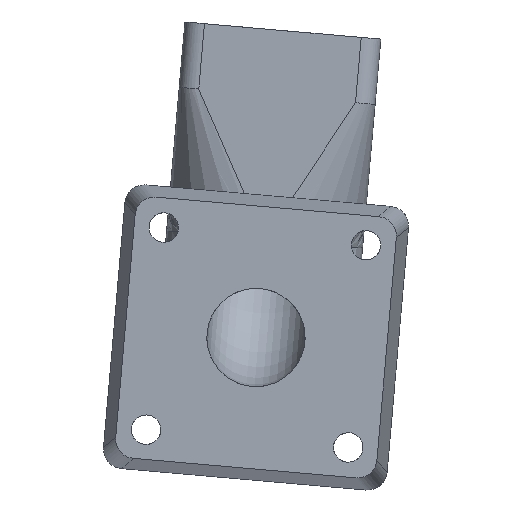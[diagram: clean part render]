
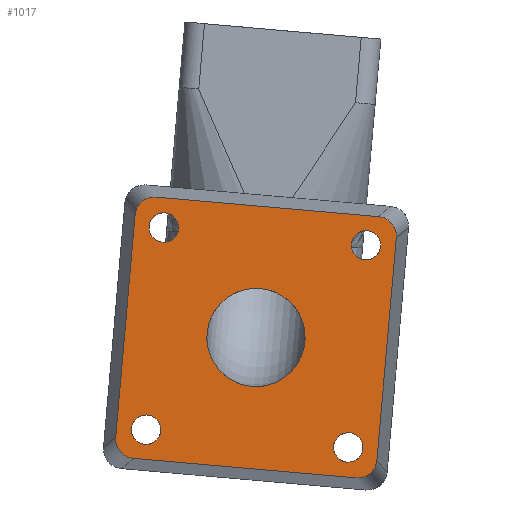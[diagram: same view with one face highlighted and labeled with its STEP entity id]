
A CAD part, front view. The second image highlights one B-rep face of the part: STEP entity #1017.
In plain terms, the highlighted planar face has unit normal (0, -1, 0).
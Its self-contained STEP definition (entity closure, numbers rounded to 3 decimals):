
#68=FACE_BOUND('',#325,.T.);
#69=FACE_BOUND('',#326,.T.);
#70=FACE_BOUND('',#327,.T.);
#71=FACE_BOUND('',#328,.T.);
#72=FACE_BOUND('',#329,.T.);
#96=LINE('',#1790,#151);
#100=LINE('',#1799,#155);
#102=LINE('',#1806,#157);
#103=LINE('',#1810,#158);
#151=VECTOR('',#1345,10.);
#155=VECTOR('',#1355,10.);
#157=VECTOR('',#1363,10.);
#158=VECTOR('',#1366,10.);
#201=ELLIPSE('',#1132,3.073,3.);
#202=ELLIPSE('',#1135,3.073,3.);
#203=ELLIPSE('',#1137,3.073,3.);
#204=ELLIPSE('',#1138,3.073,3.);
#216=PLANE('',#1136);
#254=FACE_OUTER_BOUND('',#324,.T.);
#324=EDGE_LOOP('',(#804,#805,#806,#807,#808,#809,#810,#811));
#325=EDGE_LOOP('',(#812,#813));
#326=EDGE_LOOP('',(#814,#815));
#327=EDGE_LOOP('',(#816,#817));
#328=EDGE_LOOP('',(#818,#819));
#329=EDGE_LOOP('',(#820,#821));
#416=CIRCLE('',#1139,2.25);
#417=CIRCLE('',#1140,2.25);
#418=CIRCLE('',#1141,2.25);
#419=CIRCLE('',#1142,2.25);
#420=CIRCLE('',#1143,2.25);
#421=CIRCLE('',#1144,2.25);
#422=CIRCLE('',#1145,2.25);
#423=CIRCLE('',#1146,2.25);
#424=CIRCLE('',#1147,7.5);
#425=CIRCLE('',#1148,7.5);
#489=VERTEX_POINT('',#1787);
#490=VERTEX_POINT('',#1789);
#491=VERTEX_POINT('',#1793);
#492=VERTEX_POINT('',#1797);
#493=VERTEX_POINT('',#1801);
#494=VERTEX_POINT('',#1805);
#495=VERTEX_POINT('',#1807);
#496=VERTEX_POINT('',#1809);
#497=VERTEX_POINT('',#1812);
#498=VERTEX_POINT('',#1813);
#499=VERTEX_POINT('',#1816);
#500=VERTEX_POINT('',#1817);
#501=VERTEX_POINT('',#1820);
#502=VERTEX_POINT('',#1821);
#503=VERTEX_POINT('',#1824);
#504=VERTEX_POINT('',#1825);
#505=VERTEX_POINT('',#1828);
#506=VERTEX_POINT('',#1829);
#601=EDGE_CURVE('',#489,#490,#96,.T.);
#604=EDGE_CURVE('',#491,#489,#201,.T.);
#606=EDGE_CURVE('',#492,#491,#100,.T.);
#608=EDGE_CURVE('',#493,#492,#202,.T.);
#609=EDGE_CURVE('',#494,#493,#102,.T.);
#610=EDGE_CURVE('',#495,#494,#203,.T.);
#611=EDGE_CURVE('',#496,#495,#103,.T.);
#612=EDGE_CURVE('',#490,#496,#204,.T.);
#613=EDGE_CURVE('',#497,#498,#416,.T.);
#614=EDGE_CURVE('',#498,#497,#417,.T.);
#615=EDGE_CURVE('',#499,#500,#418,.T.);
#616=EDGE_CURVE('',#500,#499,#419,.T.);
#617=EDGE_CURVE('',#501,#502,#420,.T.);
#618=EDGE_CURVE('',#502,#501,#421,.T.);
#619=EDGE_CURVE('',#503,#504,#422,.T.);
#620=EDGE_CURVE('',#504,#503,#423,.T.);
#621=EDGE_CURVE('',#505,#506,#424,.T.);
#622=EDGE_CURVE('',#506,#505,#425,.T.);
#804=ORIENTED_EDGE('',*,*,#604,.F.);
#805=ORIENTED_EDGE('',*,*,#606,.F.);
#806=ORIENTED_EDGE('',*,*,#608,.F.);
#807=ORIENTED_EDGE('',*,*,#609,.F.);
#808=ORIENTED_EDGE('',*,*,#610,.F.);
#809=ORIENTED_EDGE('',*,*,#611,.F.);
#810=ORIENTED_EDGE('',*,*,#612,.F.);
#811=ORIENTED_EDGE('',*,*,#601,.F.);
#812=ORIENTED_EDGE('',*,*,#613,.T.);
#813=ORIENTED_EDGE('',*,*,#614,.T.);
#814=ORIENTED_EDGE('',*,*,#615,.T.);
#815=ORIENTED_EDGE('',*,*,#616,.T.);
#816=ORIENTED_EDGE('',*,*,#617,.T.);
#817=ORIENTED_EDGE('',*,*,#618,.T.);
#818=ORIENTED_EDGE('',*,*,#619,.T.);
#819=ORIENTED_EDGE('',*,*,#620,.T.);
#820=ORIENTED_EDGE('',*,*,#621,.T.);
#821=ORIENTED_EDGE('',*,*,#622,.T.);
#1017=ADVANCED_FACE('',(#254,#68,#69,#70,#71,#72),#216,.F.);
#1132=AXIS2_PLACEMENT_3D('',#1795,#1350,#1351);
#1135=AXIS2_PLACEMENT_3D('',#1803,#1359,#1360);
#1136=AXIS2_PLACEMENT_3D('',#1804,#1361,#1362);
#1137=AXIS2_PLACEMENT_3D('',#1808,#1364,#1365);
#1138=AXIS2_PLACEMENT_3D('',#1811,#1367,#1368);
#1139=AXIS2_PLACEMENT_3D('',#1814,#1369,#1370);
#1140=AXIS2_PLACEMENT_3D('',#1815,#1371,#1372);
#1141=AXIS2_PLACEMENT_3D('',#1818,#1373,#1374);
#1142=AXIS2_PLACEMENT_3D('',#1819,#1375,#1376);
#1143=AXIS2_PLACEMENT_3D('',#1822,#1377,#1378);
#1144=AXIS2_PLACEMENT_3D('',#1823,#1379,#1380);
#1145=AXIS2_PLACEMENT_3D('',#1826,#1381,#1382);
#1146=AXIS2_PLACEMENT_3D('',#1827,#1383,#1384);
#1147=AXIS2_PLACEMENT_3D('',#1830,#1385,#1386);
#1148=AXIS2_PLACEMENT_3D('',#1831,#1387,#1388);
#1345=DIRECTION('',(-0.087,0.,-0.996));
#1350=DIRECTION('center_axis',(0.,1.,0.));
#1351=DIRECTION('ref_axis',(0.766,0.,0.643));
#1355=DIRECTION('',(0.996,0.,-0.087));
#1359=DIRECTION('center_axis',(0.,1.,0.));
#1360=DIRECTION('ref_axis',(-0.643,0.,0.766));
#1361=DIRECTION('center_axis',(0.,1.,0.));
#1362=DIRECTION('ref_axis',(0.766,0.,0.643));
#1363=DIRECTION('',(0.087,0.,0.996));
#1364=DIRECTION('center_axis',(0.,1.,0.));
#1365=DIRECTION('ref_axis',(-0.766,0.,-0.643));
#1366=DIRECTION('',(-0.996,0.,0.087));
#1367=DIRECTION('center_axis',(0.,1.,0.));
#1368=DIRECTION('ref_axis',(0.643,0.,-0.766));
#1369=DIRECTION('center_axis',(0.,1.,0.));
#1370=DIRECTION('ref_axis',(-0.766,0.,-0.643));
#1371=DIRECTION('center_axis',(0.,1.,0.));
#1372=DIRECTION('ref_axis',(-0.766,0.,-0.643));
#1373=DIRECTION('center_axis',(0.,1.,0.));
#1374=DIRECTION('ref_axis',(-0.766,0.,-0.643));
#1375=DIRECTION('center_axis',(0.,1.,0.));
#1376=DIRECTION('ref_axis',(-0.766,0.,-0.643));
#1377=DIRECTION('center_axis',(0.,1.,0.));
#1378=DIRECTION('ref_axis',(-0.766,0.,-0.643));
#1379=DIRECTION('center_axis',(0.,1.,0.));
#1380=DIRECTION('ref_axis',(-0.766,0.,-0.643));
#1381=DIRECTION('center_axis',(0.,1.,0.));
#1382=DIRECTION('ref_axis',(-0.766,0.,-0.643));
#1383=DIRECTION('center_axis',(0.,1.,0.));
#1384=DIRECTION('ref_axis',(-0.766,0.,-0.643));
#1385=DIRECTION('center_axis',(0.,1.,0.));
#1386=DIRECTION('ref_axis',(-0.766,0.,-0.643));
#1387=DIRECTION('center_axis',(0.,1.,0.));
#1388=DIRECTION('ref_axis',(-0.766,0.,-0.643));
#1787=CARTESIAN_POINT('',(20.843,0.,8.762));
#1789=CARTESIAN_POINT('',(17.873,0.,-25.181));
#1790=CARTESIAN_POINT('',(20.312,0.,2.692));
#1793=CARTESIAN_POINT('',(18.149,0.,11.973));
#1795=CARTESIAN_POINT('Origin',(17.811,0.,
8.954));
#1797=CARTESIAN_POINT('',(-15.794,0.,14.943));
#1799=CARTESIAN_POINT('',(-9.723,0.,14.412));
#1801=CARTESIAN_POINT('',(-19.005,0.,12.249));
#1803=CARTESIAN_POINT('Origin',(-15.986,0.,
11.911));
#1804=CARTESIAN_POINT('Origin',(-0.566,0.,
-6.466));
#1805=CARTESIAN_POINT('',(-21.974,0.,-21.694));
#1806=CARTESIAN_POINT('',(-21.443,0.,-15.624));
#1807=CARTESIAN_POINT('',(-19.28,0.,-24.905));
#1808=CARTESIAN_POINT('Origin',(-18.943,0.,
-21.886));
#1809=CARTESIAN_POINT('',(14.663,0.,-27.875));
#1810=CARTESIAN_POINT('',(8.592,0.,-27.344));
#1811=CARTESIAN_POINT('Origin',(14.855,0.,
-24.843));
#1812=CARTESIAN_POINT('',(-16.879,0.,10.5));
#1813=CARTESIAN_POINT('',(-12.914,0.,11.751));
#1814=CARTESIAN_POINT('Origin',(-14.638,0.,
10.304));
#1815=CARTESIAN_POINT('Origin',(-14.638,0.,
10.304));
#1816=CARTESIAN_POINT('',(13.963,0.,7.802));
#1817=CARTESIAN_POINT('',(17.928,0.,9.052));
#1818=CARTESIAN_POINT('Origin',(16.205,0.,
7.606));
#1819=CARTESIAN_POINT('Origin',(16.205,0.,
7.606));
#1820=CARTESIAN_POINT('',(-19.577,0.,-20.342));
#1821=CARTESIAN_POINT('',(-15.612,0.,-19.092));
#1822=CARTESIAN_POINT('Origin',(-17.336,0.,
-20.538));
#1823=CARTESIAN_POINT('Origin',(-17.336,0.,
-20.538));
#1824=CARTESIAN_POINT('',(11.265,0.,-23.04));
#1825=CARTESIAN_POINT('',(15.23,0.,-21.79));
#1826=CARTESIAN_POINT('Origin',(13.506,0.,
-23.236));
#1827=CARTESIAN_POINT('Origin',(13.506,0.,
-23.236));
#1828=CARTESIAN_POINT('',(-8.037,0.,-5.812));
#1829=CARTESIAN_POINT('',(-6.311,0.,-11.287));
#1830=CARTESIAN_POINT('Origin',(-0.566,0.,
-6.466));
#1831=CARTESIAN_POINT('Origin',(-0.566,0.,
-6.466));
